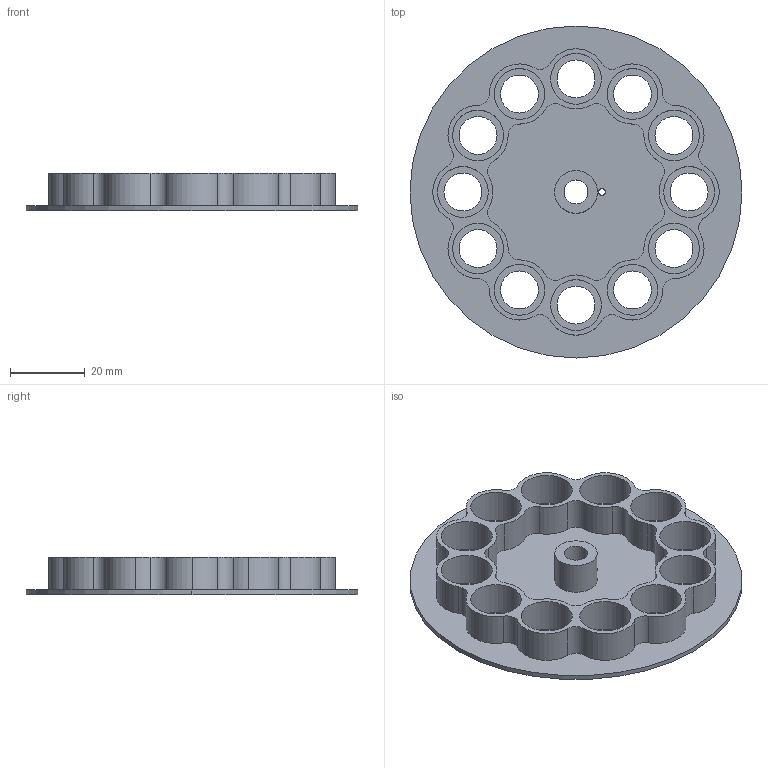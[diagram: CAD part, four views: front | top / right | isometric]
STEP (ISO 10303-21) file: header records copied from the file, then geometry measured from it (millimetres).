
FILE_DESCRIPTION (( 'STEP AP203' ), '1' );
FILE_NAME ('Web Model 88372_88372.step', '2019-04-10T20:17:27', ( '' ), ( '' ), 'SwSTEP 2.0', 'SolidWorks 2018', '' );
FILE_SCHEMA (( 'CONFIG_CONTROL_DESIGN' ));
Length unit declared in the file: inch
Products named in the file (1): Web Model 88372_88372
Bounding box: 88.9 x 88.9 x 10.03 mm (x, y, z)
Volume: 13828 mm3; surface area: 19952.7 mm2
Topology: 1 solids, 1 shells, 129 faces, 336 edges, 224 vertices
Faces by surface type: cylinder 112, plane 17
Entity records: 4229 total; most frequent: DIRECTION 820, CARTESIAN_POINT 690, ORIENTED_EDGE 672, AXIS2_PLACEMENT_3D 354, EDGE_CURVE 336, CIRCLE 224, VERTEX_POINT 224, EDGE_LOOP 172
